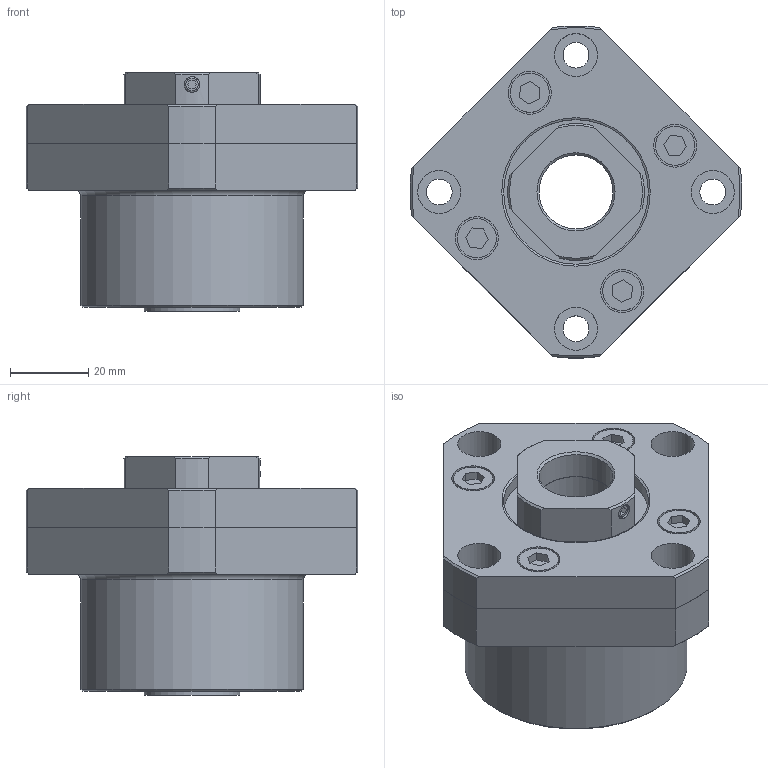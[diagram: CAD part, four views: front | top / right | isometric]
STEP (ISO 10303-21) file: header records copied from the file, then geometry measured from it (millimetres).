
FILE_DESCRIPTION( ( 'STEP AP203' ), ' ' );
FILE_NAME( 'FK_20Yes.stp', '2018-02-07T16:49:35', ( '' ), ( '' ), ' ', 'PARTsolutions', ' ' );
FILE_SCHEMA( ( 'CONFIG_CONTROL_DESIGN' ) );
Length unit declared in the file: millimetre
Products named in the file (3): FK 20Yes; _FK 20; _FK 20collar
Assembly tree (2 placements, depth 2):
  FK 20Yes
    _FK 20
    _FK 20collar
Bounding box: 84.9 x 84.9 x 61 mm (x, y, z)
Volume: 156679.4 mm3; surface area: 30461.7 mm2
Topology: 2 solids, 2 shells, 148 faces, 338 edges, 224 vertices
Faces by surface type: plane 80, cylinder 45, cone 21, torus 2
Full cylindrical faces by diameter (mm): 4 x1, 6.6 x4, 10 x4, 11 x8, 18.917 x1, 20 x2, 24.5 x2, 26 x1, 28 x1, 36 x1, 37 x1, 40.7 x1, 40.74 x1, 57 x1
Entity records: 4190 total; most frequent: CARTESIAN_POINT 820, DIRECTION 680, ORIENTED_EDGE 598, EDGE_CURVE 299, AXIS2_PLACEMENT_3D 263, EDGE_LOOP 226, VERTEX_POINT 221, FACE_OUTER_BOUND 179
